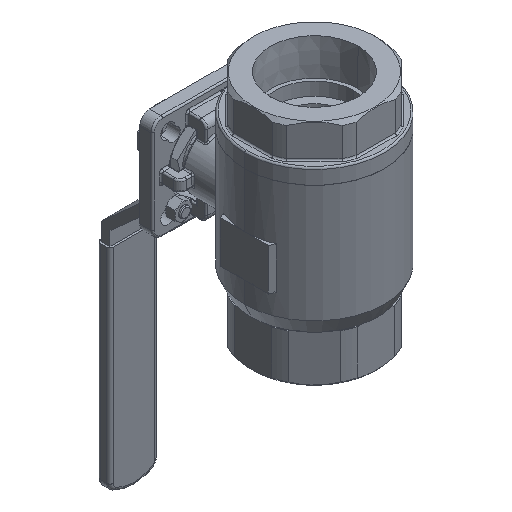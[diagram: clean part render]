
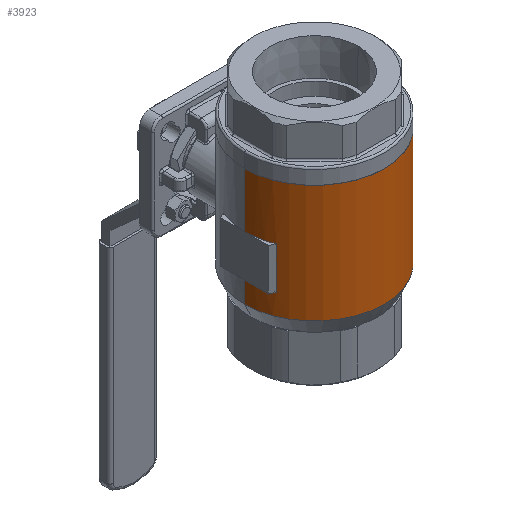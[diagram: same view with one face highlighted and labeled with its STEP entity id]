
A CAD part, isometric view. The second image highlights one B-rep face of the part: STEP entity #3923.
In plain terms, the highlighted cylindrical face has radius 33.592 mm (diameter 67.183 mm), a partial arc.
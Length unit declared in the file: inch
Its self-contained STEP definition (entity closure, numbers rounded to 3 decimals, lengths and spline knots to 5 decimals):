
#48 = ORIENTED_EDGE ( 'NONE', *, *, #3740, .T. ) ;
#106 = CIRCLE ( 'NONE', #14700, 1.3225 ) ;
#126 = VERTEX_POINT ( 'NONE', #13408 ) ;
#385 = EDGE_CURVE ( 'NONE', #6962, #2067, #16492, .T. ) ;
#543 = VERTEX_POINT ( 'NONE', #16511 ) ;
#755 = AXIS2_PLACEMENT_3D ( 'NONE', #4958, #3288, #19768 ) ;
#1168 = FACE_OUTER_BOUND ( 'NONE', #2677, .T. ) ;
#1495 = DIRECTION ( 'NONE',  ( 0., -1., 0. ) ) ;
#1803 = CARTESIAN_POINT ( 'NONE',  ( 0., 0., 1.25 ) ) ;
#2067 = VERTEX_POINT ( 'NONE', #12312 ) ;
#2264 = AXIS2_PLACEMENT_3D ( 'NONE', #19397, #19284, #12842 ) ;
#2422 = CARTESIAN_POINT ( 'NONE',  ( 0., 0., -0.5785 ) ) ;
#2473 = ORIENTED_EDGE ( 'NONE', *, *, #385, .F. ) ;
#2677 = EDGE_LOOP ( 'NONE', ( #6329, #12472, #13714, #4756, #48, #18835, #14525, #12771, #13106, #15383, #6448, #2473 ) ) ;
#2714 = CARTESIAN_POINT ( 'NONE',  ( -1.22436, -0.49994, 0.2165 ) ) ;
#2743 = CARTESIAN_POINT ( 'NONE',  ( 0., 0., 1.25 ) ) ;
#3015 = EDGE_CURVE ( 'NONE', #126, #11081, #16947, .T. ) ;
#3119 = VECTOR ( 'NONE', #11956, 39.37008 ) ;
#3288 = DIRECTION ( 'NONE',  ( 0., 0., 1. ) ) ;
#3494 = DIRECTION ( 'NONE',  ( 0., 0., 1. ) ) ;
#3613 = VECTOR ( 'NONE', #19719, 39.37008 ) ;
#3740 = EDGE_CURVE ( 'NONE', #5989, #6153, #5426, .T. ) ;
#3771 = DIRECTION ( 'NONE',  ( 0., 1., 0. ) ) ;
#3923 = ADVANCED_FACE ( 'NONE', ( #1168 ), #8065, .T. ) ;
#3932 = DIRECTION ( 'NONE',  ( 0., 0., -1. ) ) ;
#3964 = CIRCLE ( 'NONE', #755, 1.3225 ) ;
#3980 = VERTEX_POINT ( 'NONE', #4741 ) ;
#4053 = EDGE_CURVE ( 'NONE', #11368, #6952, #12184, .T. ) ;
#4366 = CARTESIAN_POINT ( 'NONE',  ( 1.22436, -0.49994, 1.25 ) ) ;
#4732 = CARTESIAN_POINT ( 'NONE',  ( 1.3225, 0., 1.25 ) ) ;
#4741 = CARTESIAN_POINT ( 'NONE',  ( -1.3225, 0., 1.25 ) ) ;
#4756 = ORIENTED_EDGE ( 'NONE', *, *, #11137, .F. ) ;
#4958 = CARTESIAN_POINT ( 'NONE',  ( 0., 0., -0.975 ) ) ;
#5174 = CARTESIAN_POINT ( 'NONE',  ( -1.3225, 0., 1.25 ) ) ;
#5426 = LINE ( 'NONE', #16698, #11639 ) ;
#5937 = LINE ( 'NONE', #9150, #19972 ) ;
#5989 = VERTEX_POINT ( 'NONE', #2714 ) ;
#6153 = VERTEX_POINT ( 'NONE', #10586 ) ;
#6290 = AXIS2_PLACEMENT_3D ( 'NONE', #8386, #3494, #1495 ) ;
#6329 = ORIENTED_EDGE ( 'NONE', *, *, #16753, .F. ) ;
#6448 = ORIENTED_EDGE ( 'NONE', *, *, #15788, .T. ) ;
#6461 = CIRCLE ( 'NONE', #10719, 1.3225 ) ;
#6542 = EDGE_CURVE ( 'NONE', #11081, #543, #20569, .T. ) ;
#6880 = CARTESIAN_POINT ( 'NONE',  ( 0., 0., 0.2165 ) ) ;
#6952 = VERTEX_POINT ( 'NONE', #14653 ) ;
#6962 = VERTEX_POINT ( 'NONE', #14214 ) ;
#7004 = CARTESIAN_POINT ( 'NONE',  ( 1.3225, 0., 1.25 ) ) ;
#8065 = CYLINDRICAL_SURFACE ( 'NONE', #9149, 1.3225 ) ;
#8386 = CARTESIAN_POINT ( 'NONE',  ( 0., 0., -0.5785 ) ) ;
#8594 = DIRECTION ( 'NONE',  ( 1., 0., 0. ) ) ;
#9149 = AXIS2_PLACEMENT_3D ( 'NONE', #2743, #16647, #21642 ) ;
#9150 = CARTESIAN_POINT ( 'NONE',  ( 1.3225, 0., 1.25 ) ) ;
#9195 = DIRECTION ( 'NONE',  ( 0., 0., 1. ) ) ;
#9419 = DIRECTION ( 'NONE',  ( 0., -1., 0. ) ) ;
#9665 = VERTEX_POINT ( 'NONE', #20581 ) ;
#10586 = CARTESIAN_POINT ( 'NONE',  ( -1.22436, -0.49994, -0.5785 ) ) ;
#10719 = AXIS2_PLACEMENT_3D ( 'NONE', #6880, #18679, #3771 ) ;
#11081 = VERTEX_POINT ( 'NONE', #18465 ) ;
#11137 = EDGE_CURVE ( 'NONE', #5989, #9665, #6461, .T. ) ;
#11368 = VERTEX_POINT ( 'NONE', #18442 ) ;
#11639 = VECTOR ( 'NONE', #15440, 39.37008 ) ;
#11956 = DIRECTION ( 'NONE',  ( 0., 0., -1. ) ) ;
#12047 = DIRECTION ( 'NONE',  ( 0., 0., 1. ) ) ;
#12124 = DIRECTION ( 'NONE',  ( 0., 0., -1. ) ) ;
#12184 = LINE ( 'NONE', #5174, #3119 ) ;
#12312 = CARTESIAN_POINT ( 'NONE',  ( 1.22436, -0.49994, 0.2165 ) ) ;
#12472 = ORIENTED_EDGE ( 'NONE', *, *, #18164, .F. ) ;
#12528 = LINE ( 'NONE', #21299, #18454 ) ;
#12771 = ORIENTED_EDGE ( 'NONE', *, *, #21198, .T. ) ;
#12842 = DIRECTION ( 'NONE',  ( 0., 1., 0. ) ) ;
#13106 = ORIENTED_EDGE ( 'NONE', *, *, #6542, .F. ) ;
#13159 = LINE ( 'NONE', #4366, #3613 ) ;
#13408 = CARTESIAN_POINT ( 'NONE',  ( 1.22436, -0.49994, -0.5785 ) ) ;
#13468 = VERTEX_POINT ( 'NONE', #4732 ) ;
#13714 = ORIENTED_EDGE ( 'NONE', *, *, #15348, .T. ) ;
#14214 = CARTESIAN_POINT ( 'NONE',  ( 1.3225, 0., 0.2165 ) ) ;
#14525 = ORIENTED_EDGE ( 'NONE', *, *, #4053, .T. ) ;
#14653 = CARTESIAN_POINT ( 'NONE',  ( -1.3225, 0., -0.975 ) ) ;
#14700 = AXIS2_PLACEMENT_3D ( 'NONE', #2422, #9195, #9419 ) ;
#14755 = VECTOR ( 'NONE', #12124, 39.37008 ) ;
#15348 = EDGE_CURVE ( 'NONE', #3980, #9665, #12528, .T. ) ;
#15383 = ORIENTED_EDGE ( 'NONE', *, *, #3015, .F. ) ;
#15440 = DIRECTION ( 'NONE',  ( 0., 0., -1. ) ) ;
#15788 = EDGE_CURVE ( 'NONE', #126, #2067, #13159, .T. ) ;
#16492 = CIRCLE ( 'NONE', #2264, 1.3225 ) ;
#16511 = CARTESIAN_POINT ( 'NONE',  ( 1.3225, 0., -0.975 ) ) ;
#16647 = DIRECTION ( 'NONE',  ( 0., 0., -1. ) ) ;
#16698 = CARTESIAN_POINT ( 'NONE',  ( -1.22436, -0.49994, 1.25 ) ) ;
#16753 = EDGE_CURVE ( 'NONE', #13468, #6962, #5937, .T. ) ;
#16840 = CIRCLE ( 'NONE', #21455, 1.3225 ) ;
#16947 = CIRCLE ( 'NONE', #6290, 1.3225 ) ;
#17415 = EDGE_CURVE ( 'NONE', #11368, #6153, #106, .T. ) ;
#17761 = DIRECTION ( 'NONE',  ( 0., 0., -1. ) ) ;
#18164 = EDGE_CURVE ( 'NONE', #3980, #13468, #16840, .T. ) ;
#18442 = CARTESIAN_POINT ( 'NONE',  ( -1.3225, 0., -0.5785 ) ) ;
#18454 = VECTOR ( 'NONE', #17761, 39.37008 ) ;
#18465 = CARTESIAN_POINT ( 'NONE',  ( 1.3225, 0., -0.5785 ) ) ;
#18679 = DIRECTION ( 'NONE',  ( 0., 0., -1. ) ) ;
#18835 = ORIENTED_EDGE ( 'NONE', *, *, #17415, .F. ) ;
#19284 = DIRECTION ( 'NONE',  ( 0., 0., -1. ) ) ;
#19397 = CARTESIAN_POINT ( 'NONE',  ( 0., 0., 0.2165 ) ) ;
#19719 = DIRECTION ( 'NONE',  ( 0., 0., 1. ) ) ;
#19768 = DIRECTION ( 'NONE',  ( 1., 0., 0. ) ) ;
#19972 = VECTOR ( 'NONE', #3932, 39.37008 ) ;
#20569 = LINE ( 'NONE', #7004, #14755 ) ;
#20581 = CARTESIAN_POINT ( 'NONE',  ( -1.3225, 0., 0.2165 ) ) ;
#21198 = EDGE_CURVE ( 'NONE', #6952, #543, #3964, .T. ) ;
#21299 = CARTESIAN_POINT ( 'NONE',  ( -1.3225, 0., 1.25 ) ) ;
#21455 = AXIS2_PLACEMENT_3D ( 'NONE', #1803, #12047, #8594 ) ;
#21642 = DIRECTION ( 'NONE',  ( -1., 0., 0. ) ) ;
